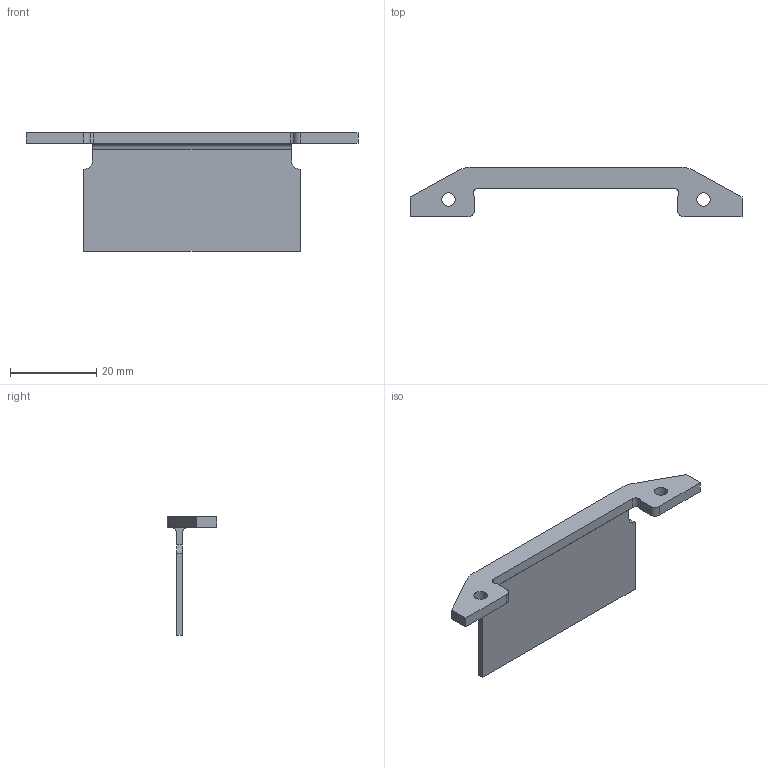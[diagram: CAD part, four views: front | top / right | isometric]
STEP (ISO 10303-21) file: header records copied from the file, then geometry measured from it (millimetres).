
FILE_DESCRIPTION(('FreeCAD Model'),'2;1');
FILE_NAME('Open CASCADE Shape Model','2023-06-29T10:52:42',(''),(''), 'Open CASCADE STEP processor 7.6','FreeCAD','Unknown');
FILE_SCHEMA(('AUTOMOTIVE_DESIGN { 1 0 10303 214 1 1 1 1 }'));
Length unit declared in the file: millimetre
Products named in the file (1): Pocket053032659
Bounding box: 76.8 x 11.5 x 27.5 mm (x, y, z)
Volume: 2883.2 mm3; surface area: 3917 mm2
Topology: 1 solids, 1 shells, 38 faces, 110 edges, 72 vertices
Faces by surface type: plane 26, cylinder 12
Full cylindrical faces by diameter (mm): 3.1 x2
Entity records: 2714 total; most frequent: CARTESIAN_POINT 475, DIRECTION 424, LINE 260, VECTOR 260, ORIENTED_EDGE 220, PCURVE 220, DEFINITIONAL_REPRESENTATION 220, EDGE_CURVE 110
